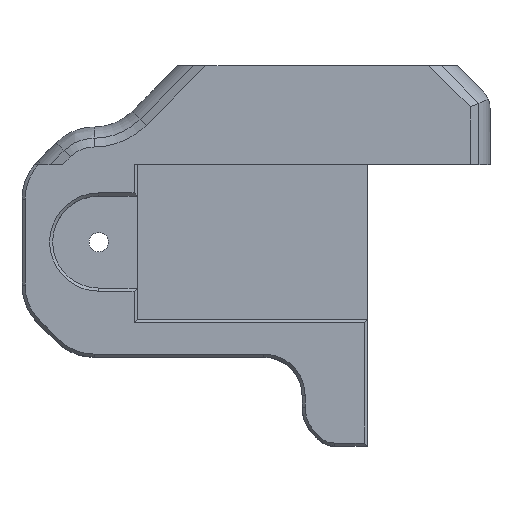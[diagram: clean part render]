
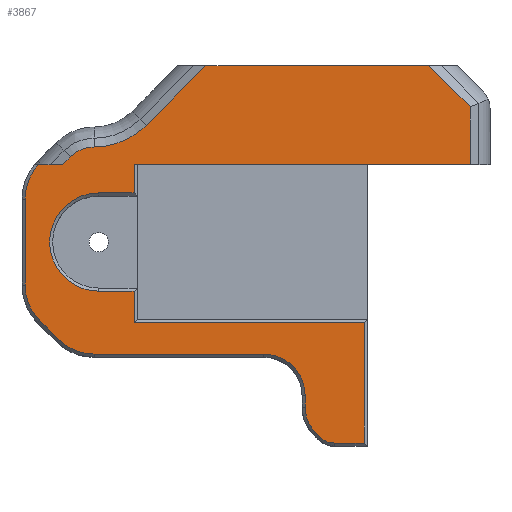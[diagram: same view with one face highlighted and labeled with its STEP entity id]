
A CAD part, top view. The second image highlights one B-rep face of the part: STEP entity #3867.
In plain terms, the highlighted planar face has unit normal (0, 0, 1).
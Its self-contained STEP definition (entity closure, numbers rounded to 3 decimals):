
#269=PLANE('',#4236);
#446=FACE_OUTER_BOUND('',#703,.T.);
#703=EDGE_LOOP('',(#3291,#3292,#3293,#3294,#3295,#3296,#3297,#3298,#3299,
#3300,#3301,#3302,#3303,#3304,#3305,#3306,#3307,#3308,#3309,#3310,#3311,
#3312,#3313,#3314,#3315,#3316,#3317,#3318,#3319));
#795=LINE('',#5532,#1115);
#946=LINE('',#6723,#1266);
#948=LINE('',#6727,#1268);
#950=LINE('',#6732,#1270);
#953=LINE('',#6740,#1273);
#956=LINE('',#6748,#1276);
#980=LINE('',#6797,#1300);
#984=LINE('',#6812,#1304);
#1032=LINE('',#7157,#1352);
#1033=LINE('',#7161,#1353);
#1034=LINE('',#7165,#1354);
#1035=LINE('',#7169,#1355);
#1036=LINE('',#7173,#1356);
#1037=LINE('',#7177,#1357);
#1038=LINE('',#7179,#1358);
#1039=LINE('',#7181,#1359);
#1040=LINE('',#7183,#1360);
#1041=LINE('',#7185,#1361);
#1042=LINE('',#7189,#1362);
#1043=LINE('',#7190,#1363);
#1115=VECTOR('',#4392,10.);
#1266=VECTOR('',#4913,1000.);
#1268=VECTOR('',#4917,1000.);
#1270=VECTOR('',#4921,1000.);
#1273=VECTOR('',#4930,1000.);
#1276=VECTOR('',#4939,1000.);
#1300=VECTOR('',#5009,1000.);
#1304=VECTOR('',#5023,10.);
#1352=VECTOR('',#5169,1000.);
#1353=VECTOR('',#5172,1000.);
#1354=VECTOR('',#5175,1000.);
#1355=VECTOR('',#5178,1000.);
#1356=VECTOR('',#5181,1000.);
#1357=VECTOR('',#5184,1000.);
#1358=VECTOR('',#5185,1000.);
#1359=VECTOR('',#5186,1000.);
#1360=VECTOR('',#5187,1000.);
#1361=VECTOR('',#5188,1000.);
#1362=VECTOR('',#5191,1000.);
#1363=VECTOR('',#5192,1000.);
#1511=CIRCLE('',#4156,4.4);
#1512=CIRCLE('',#4159,9.6);
#1546=CIRCLE('',#4237,6.6);
#1547=CIRCLE('',#4238,6.6);
#1548=CIRCLE('',#4239,6.6);
#1549=CIRCLE('',#4240,5.4);
#1550=CIRCLE('',#4241,4.6);
#1551=CIRCLE('',#4242,2.6);
#1552=CIRCLE('',#4243,6.4);
#1618=VERTEX_POINT('',#5529);
#1619=VERTEX_POINT('',#5531);
#1809=VERTEX_POINT('',#6721);
#1810=VERTEX_POINT('',#6725);
#1811=VERTEX_POINT('',#6729);
#1812=VERTEX_POINT('',#6731);
#1813=VERTEX_POINT('',#6735);
#1814=VERTEX_POINT('',#6739);
#1815=VERTEX_POINT('',#6743);
#1816=VERTEX_POINT('',#6747);
#1821=VERTEX_POINT('',#6808);
#1889=VERTEX_POINT('',#7154);
#1890=VERTEX_POINT('',#7156);
#1891=VERTEX_POINT('',#7158);
#1892=VERTEX_POINT('',#7160);
#1893=VERTEX_POINT('',#7162);
#1894=VERTEX_POINT('',#7164);
#1895=VERTEX_POINT('',#7166);
#1896=VERTEX_POINT('',#7168);
#1897=VERTEX_POINT('',#7170);
#1898=VERTEX_POINT('',#7172);
#1899=VERTEX_POINT('',#7174);
#1900=VERTEX_POINT('',#7176);
#1901=VERTEX_POINT('',#7178);
#1902=VERTEX_POINT('',#7180);
#1903=VERTEX_POINT('',#7182);
#1904=VERTEX_POINT('',#7184);
#1905=VERTEX_POINT('',#7186);
#1906=VERTEX_POINT('',#7188);
#1965=EDGE_CURVE('',#1619,#1618,#795,.T.);
#2248=EDGE_CURVE('',#1809,#1618,#946,.T.);
#2250=EDGE_CURVE('',#1810,#1809,#948,.T.);
#2252=EDGE_CURVE('',#1811,#1812,#950,.T.);
#2254=EDGE_CURVE('',#1812,#1813,#1511,.F.);
#2256=EDGE_CURVE('',#1813,#1814,#953,.T.);
#2258=EDGE_CURVE('',#1814,#1815,#1512,.T.);
#2260=EDGE_CURVE('',#1815,#1816,#956,.T.);
#2286=EDGE_CURVE('',#1810,#1816,#980,.T.);
#2293=EDGE_CURVE('',#1811,#1821,#984,.T.);
#2376=EDGE_CURVE('',#1821,#1889,#1546,.T.);
#2377=EDGE_CURVE('',#1889,#1890,#1032,.T.);
#2378=EDGE_CURVE('',#1890,#1891,#1547,.T.);
#2379=EDGE_CURVE('',#1891,#1892,#1033,.T.);
#2380=EDGE_CURVE('',#1892,#1893,#1548,.T.);
#2381=EDGE_CURVE('',#1893,#1894,#1034,.T.);
#2382=EDGE_CURVE('',#1894,#1895,#1549,.F.);
#2383=EDGE_CURVE('',#1895,#1896,#1035,.T.);
#2384=EDGE_CURVE('',#1896,#1897,#1550,.T.);
#2385=EDGE_CURVE('',#1897,#1898,#1036,.T.);
#2386=EDGE_CURVE('',#1898,#1899,#1551,.T.);
#2387=EDGE_CURVE('',#1899,#1900,#1037,.T.);
#2388=EDGE_CURVE('',#1900,#1901,#1038,.T.);
#2389=EDGE_CURVE('',#1901,#1902,#1039,.T.);
#2390=EDGE_CURVE('',#1902,#1903,#1040,.T.);
#2391=EDGE_CURVE('',#1903,#1904,#1041,.T.);
#2392=EDGE_CURVE('',#1904,#1905,#1552,.F.);
#2393=EDGE_CURVE('',#1905,#1906,#1042,.T.);
#2394=EDGE_CURVE('',#1906,#1619,#1043,.T.);
#3291=ORIENTED_EDGE('',*,*,#2293,.T.);
#3292=ORIENTED_EDGE('',*,*,#2376,.T.);
#3293=ORIENTED_EDGE('',*,*,#2377,.T.);
#3294=ORIENTED_EDGE('',*,*,#2378,.T.);
#3295=ORIENTED_EDGE('',*,*,#2379,.T.);
#3296=ORIENTED_EDGE('',*,*,#2380,.T.);
#3297=ORIENTED_EDGE('',*,*,#2381,.T.);
#3298=ORIENTED_EDGE('',*,*,#2382,.T.);
#3299=ORIENTED_EDGE('',*,*,#2383,.T.);
#3300=ORIENTED_EDGE('',*,*,#2384,.T.);
#3301=ORIENTED_EDGE('',*,*,#2385,.T.);
#3302=ORIENTED_EDGE('',*,*,#2386,.T.);
#3303=ORIENTED_EDGE('',*,*,#2387,.T.);
#3304=ORIENTED_EDGE('',*,*,#2388,.T.);
#3305=ORIENTED_EDGE('',*,*,#2389,.T.);
#3306=ORIENTED_EDGE('',*,*,#2390,.T.);
#3307=ORIENTED_EDGE('',*,*,#2391,.T.);
#3308=ORIENTED_EDGE('',*,*,#2392,.T.);
#3309=ORIENTED_EDGE('',*,*,#2393,.T.);
#3310=ORIENTED_EDGE('',*,*,#2394,.T.);
#3311=ORIENTED_EDGE('',*,*,#1965,.T.);
#3312=ORIENTED_EDGE('',*,*,#2248,.F.);
#3313=ORIENTED_EDGE('',*,*,#2250,.F.);
#3314=ORIENTED_EDGE('',*,*,#2286,.T.);
#3315=ORIENTED_EDGE('',*,*,#2260,.F.);
#3316=ORIENTED_EDGE('',*,*,#2258,.F.);
#3317=ORIENTED_EDGE('',*,*,#2256,.F.);
#3318=ORIENTED_EDGE('',*,*,#2254,.F.);
#3319=ORIENTED_EDGE('',*,*,#2252,.F.);
#3867=ADVANCED_FACE('',(#446),#269,.T.);
#4156=AXIS2_PLACEMENT_3D('',#6736,#4925,#4926);
#4159=AXIS2_PLACEMENT_3D('',#6744,#4934,#4935);
#4236=AXIS2_PLACEMENT_3D('',#7153,#5165,#5166);
#4237=AXIS2_PLACEMENT_3D('',#7155,#5167,#5168);
#4238=AXIS2_PLACEMENT_3D('',#7159,#5170,#5171);
#4239=AXIS2_PLACEMENT_3D('',#7163,#5173,#5174);
#4240=AXIS2_PLACEMENT_3D('',#7167,#5176,#5177);
#4241=AXIS2_PLACEMENT_3D('',#7171,#5179,#5180);
#4242=AXIS2_PLACEMENT_3D('',#7175,#5182,#5183);
#4243=AXIS2_PLACEMENT_3D('',#7187,#5189,#5190);
#4392=DIRECTION('',(1.,0.,0.));
#4913=DIRECTION('',(0.,-1.,0.));
#4917=DIRECTION('',(0.707,-0.707,0.));
#4921=DIRECTION('',(0.707,0.707,0.));
#4925=DIRECTION('center_axis',(0.,0.,
1.));
#4926=DIRECTION('ref_axis',(1.,0.,0.));
#4930=DIRECTION('',(1.,0.,0.));
#4934=DIRECTION('center_axis',(0.,0.,
1.));
#4935=DIRECTION('ref_axis',(1.,0.,0.));
#4939=DIRECTION('',(0.707,0.707,0.));
#5009=DIRECTION('',(-1.,0.,0.));
#5023=DIRECTION('',(-1.,0.,0.));
#5165=DIRECTION('center_axis',(0.,0.,1.));
#5166=DIRECTION('ref_axis',(1.,0.,0.));
#5167=DIRECTION('center_axis',(0.,0.,1.));
#5168=DIRECTION('ref_axis',(1.,0.,0.));
#5169=DIRECTION('',(0.,-1.,0.));
#5170=DIRECTION('center_axis',(0.,0.,1.));
#5171=DIRECTION('ref_axis',(1.,0.,0.));
#5172=DIRECTION('',(0.707,-0.707,0.));
#5173=DIRECTION('center_axis',(0.,0.,1.));
#5174=DIRECTION('ref_axis',(1.,0.,0.));
#5175=DIRECTION('',(1.,0.,0.));
#5176=DIRECTION('center_axis',(0.,0.,1.));
#5177=DIRECTION('ref_axis',(1.,0.,0.));
#5178=DIRECTION('',(0.,-1.,0.));
#5179=DIRECTION('center_axis',(0.,0.,1.));
#5180=DIRECTION('ref_axis',(1.,0.,0.));
#5181=DIRECTION('',(0.707,-0.707,0.));
#5182=DIRECTION('center_axis',(0.,0.,1.));
#5183=DIRECTION('ref_axis',(1.,0.,0.));
#5184=DIRECTION('',(1.,0.,0.));
#5185=DIRECTION('',(0.,1.,0.));
#5186=DIRECTION('',(-1.,0.,0.));
#5187=DIRECTION('',(0.,1.,0.));
#5188=DIRECTION('',(-1.,0.,0.));
#5189=DIRECTION('center_axis',(0.,0.,1.));
#5190=DIRECTION('ref_axis',(1.,0.,0.));
#5191=DIRECTION('',(1.,0.,0.));
#5192=DIRECTION('',(0.,1.,0.));
#5529=CARTESIAN_POINT('',(-36.6,163.1,20.));
#5531=CARTESIAN_POINT('',(-80.4,163.1,20.));
#5532=CARTESIAN_POINT('',(-43.5,163.1,20.));
#6721=CARTESIAN_POINT('',(-36.6,170.623,20.));
#6723=CARTESIAN_POINT('',(-36.6,163.1,20.));
#6725=CARTESIAN_POINT('',(-41.977,176.,20.));
#6727=CARTESIAN_POINT('',(3.612,130.412,20.));
#6729=CARTESIAN_POINT('',(-89.723,163.1,20.));
#6731=CARTESIAN_POINT('',(-88.712,164.111,20.));
#6732=CARTESIAN_POINT('',(-88.712,164.111,20.));
#6735=CARTESIAN_POINT('',(-85.601,165.4,20.));
#6736=CARTESIAN_POINT('Origin',(-85.601,161.,20.));
#6739=CARTESIAN_POINT('',(-85.599,165.4,20.));
#6740=CARTESIAN_POINT('',(-85.599,165.4,20.));
#6743=CARTESIAN_POINT('',(-78.811,168.212,20.));
#6744=CARTESIAN_POINT('Origin',(-85.599,175.,20.));
#6747=CARTESIAN_POINT('',(-71.023,176.,20.));
#6748=CARTESIAN_POINT('',(-82.612,164.412,20.));
#6797=CARTESIAN_POINT('',(-56.5,176.,20.));
#6808=CARTESIAN_POINT('',(-92.829,163.1,20.));
#6812=CARTESIAN_POINT('',(-43.5,163.1,20.));
#7153=CARTESIAN_POINT('Origin',(-22.5,104.3,20.));
#7154=CARTESIAN_POINT('',(-94.6,158.601,20.));
#7155=CARTESIAN_POINT('Origin',(-88.,158.601,20.));
#7156=CARTESIAN_POINT('',(-94.6,147.399,20.));
#7157=CARTESIAN_POINT('',(-94.6,104.3,20.));
#7158=CARTESIAN_POINT('',(-92.667,142.733,20.));
#7159=CARTESIAN_POINT('Origin',(-88.,147.399,20.));
#7160=CARTESIAN_POINT('',(-90.267,140.333,20.));
#7161=CARTESIAN_POINT('',(-38.367,88.433,20.));
#7162=CARTESIAN_POINT('',(-85.601,138.4,20.));
#7163=CARTESIAN_POINT('Origin',(-85.601,145.,20.));
#7164=CARTESIAN_POINT('',(-63.5,138.4,20.));
#7165=CARTESIAN_POINT('',(-22.5,138.4,20.));
#7166=CARTESIAN_POINT('',(-58.1,133.,20.));
#7167=CARTESIAN_POINT('Origin',(-63.5,133.,20.));
#7168=CARTESIAN_POINT('',(-58.1,131.471,20.));
#7169=CARTESIAN_POINT('',(-58.1,104.3,20.));
#7170=CARTESIAN_POINT('',(-56.753,128.218,20.));
#7171=CARTESIAN_POINT('Origin',(-53.5,131.471,20.));
#7172=CARTESIAN_POINT('',(-56.096,127.562,20.));
#7173=CARTESIAN_POINT('',(-27.667,99.133,20.));
#7174=CARTESIAN_POINT('',(-54.257,126.8,20.));
#7175=CARTESIAN_POINT('Origin',(-54.257,129.4,20.));
#7176=CARTESIAN_POINT('',(-50.4,126.8,20.));
#7177=CARTESIAN_POINT('',(-22.5,126.8,20.));
#7178=CARTESIAN_POINT('',(-50.4,142.5,20.));
#7179=CARTESIAN_POINT('',(-50.4,104.3,20.));
#7180=CARTESIAN_POINT('',(-80.4,142.5,20.));
#7181=CARTESIAN_POINT('',(-80.,142.5,20.));
#7182=CARTESIAN_POINT('',(-80.4,146.6,20.));
#7183=CARTESIAN_POINT('',(-80.4,147.,20.));
#7184=CARTESIAN_POINT('',(-85.,146.6,20.));
#7185=CARTESIAN_POINT('',(-85.,146.6,20.));
#7186=CARTESIAN_POINT('',(-85.,159.4,20.));
#7187=CARTESIAN_POINT('Origin',(-85.,153.,20.));
#7188=CARTESIAN_POINT('',(-80.4,159.4,20.));
#7189=CARTESIAN_POINT('',(-22.5,159.4,20.));
#7190=CARTESIAN_POINT('',(-80.4,163.1,20.));
